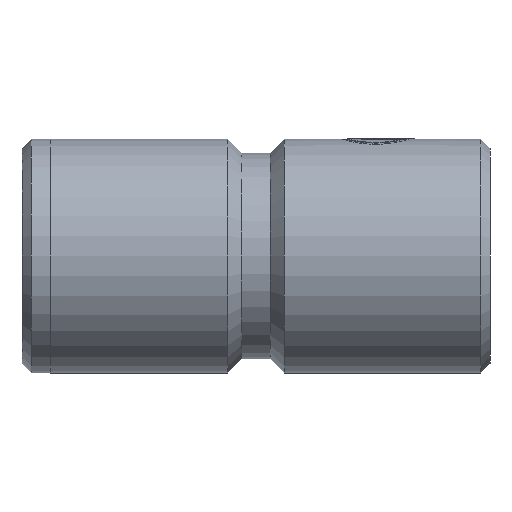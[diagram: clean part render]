
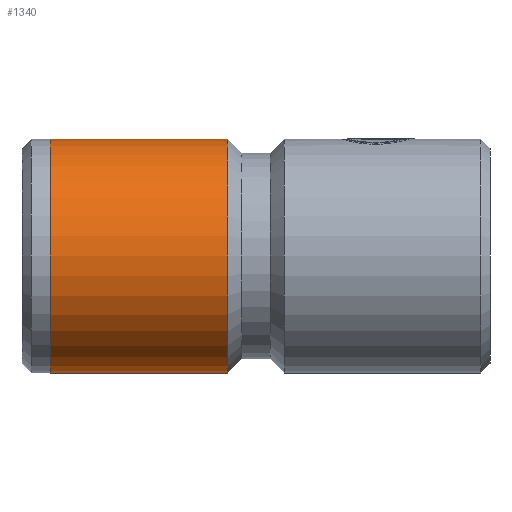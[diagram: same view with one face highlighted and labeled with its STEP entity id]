
A CAD part, left-side view. The second image highlights one B-rep face of the part: STEP entity #1340.
In plain terms, the highlighted cylindrical face has radius 12.5 mm (diameter 25 mm), a partial arc.
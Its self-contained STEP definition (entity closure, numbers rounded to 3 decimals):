
#44 = CARTESIAN_POINT ( 'NONE',  ( 0., 0., 0. ) ) ;
#82 = EDGE_LOOP ( 'NONE', ( #633, #563, #657, #527 ) ) ;
#196 = VERTEX_POINT ( 'NONE', #280 ) ;
#206 = VERTEX_POINT ( 'NONE', #676 ) ;
#226 = DIRECTION ( 'NONE',  ( 0., -1., 0. ) ) ;
#236 = LINE ( 'NONE', #1244, #1563 ) ;
#248 = CARTESIAN_POINT ( 'NONE',  ( 0., 47., 0. ) ) ;
#280 = CARTESIAN_POINT ( 'NONE',  ( 0., 28., -12.5 ) ) ;
#294 = CIRCLE ( 'NONE', #1386, 12.5 ) ;
#378 = DIRECTION ( 'NONE',  ( 0., 0., -1. ) ) ;
#464 = EDGE_CURVE ( 'NONE', #801, #1569, #294, .T. ) ;
#473 = DIRECTION ( 'NONE',  ( 0., -1., 0. ) ) ;
#527 = ORIENTED_EDGE ( 'NONE', *, *, #993, .F. ) ;
#563 = ORIENTED_EDGE ( 'NONE', *, *, #464, .T. ) ;
#575 = AXIS2_PLACEMENT_3D ( 'NONE', #623, #1521, #750 ) ;
#611 = VECTOR ( 'NONE', #226, 1000. ) ;
#623 = CARTESIAN_POINT ( 'NONE',  ( 0., 28., 0. ) ) ;
#633 = ORIENTED_EDGE ( 'NONE', *, *, #957, .F. ) ;
#657 = ORIENTED_EDGE ( 'NONE', *, *, #756, .T. ) ;
#676 = CARTESIAN_POINT ( 'NONE',  ( 0., 28., 12.5 ) ) ;
#728 = FACE_OUTER_BOUND ( 'NONE', #82, .T. ) ;
#750 = DIRECTION ( 'NONE',  ( 0., 0., -1. ) ) ;
#756 = EDGE_CURVE ( 'NONE', #1569, #196, #236, .T. ) ;
#800 = DIRECTION ( 'NONE',  ( 0., 0., -1. ) ) ;
#801 = VERTEX_POINT ( 'NONE', #1517 ) ;
#957 = EDGE_CURVE ( 'NONE', #801, #206, #1325, .T. ) ;
#989 = AXIS2_PLACEMENT_3D ( 'NONE', #44, #1198, #800 ) ;
#993 = EDGE_CURVE ( 'NONE', #206, #196, #1435, .T. ) ;
#1135 = CARTESIAN_POINT ( 'NONE',  ( 0., 0., 12.5 ) ) ;
#1153 = DIRECTION ( 'NONE',  ( 0., -1., 0. ) ) ;
#1198 = DIRECTION ( 'NONE',  ( 0., -1., 0. ) ) ;
#1244 = CARTESIAN_POINT ( 'NONE',  ( 0., 0., -12.5 ) ) ;
#1325 = LINE ( 'NONE', #1135, #611 ) ;
#1340 = ADVANCED_FACE ( 'NONE', ( #728 ), #1664, .T. ) ;
#1386 = AXIS2_PLACEMENT_3D ( 'NONE', #248, #1153, #378 ) ;
#1435 = CIRCLE ( 'NONE', #575, 12.5 ) ;
#1517 = CARTESIAN_POINT ( 'NONE',  ( 0., 47., 12.5 ) ) ;
#1521 = DIRECTION ( 'NONE',  ( 0., -1., 0. ) ) ;
#1563 = VECTOR ( 'NONE', #473, 1000. ) ;
#1569 = VERTEX_POINT ( 'NONE', #1625 ) ;
#1625 = CARTESIAN_POINT ( 'NONE',  ( 0., 47., -12.5 ) ) ;
#1664 = CYLINDRICAL_SURFACE ( 'NONE', #989, 12.5 ) ;
